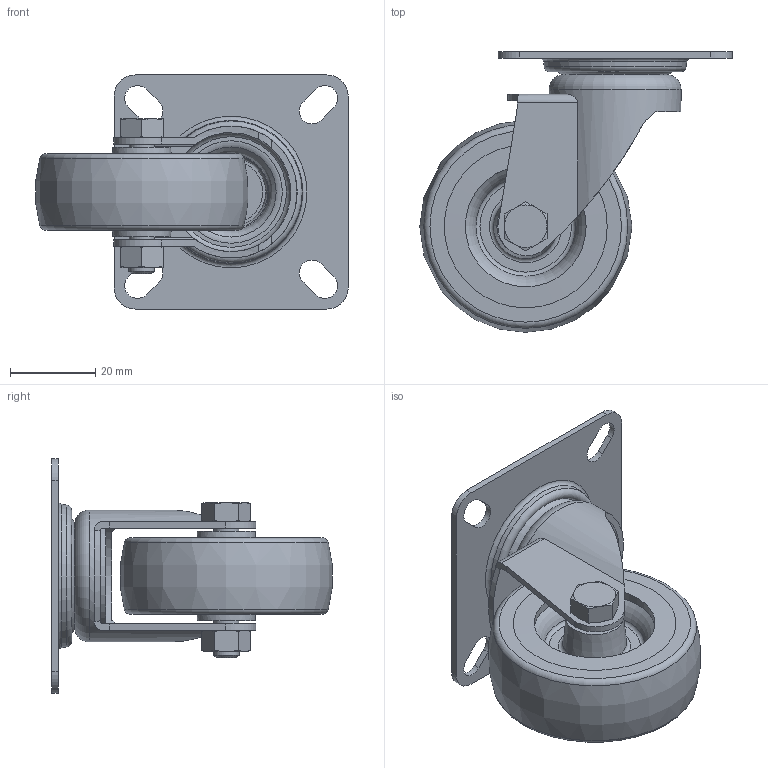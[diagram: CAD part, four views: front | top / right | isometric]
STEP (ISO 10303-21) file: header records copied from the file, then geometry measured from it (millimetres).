
FILE_DESCRIPTION( ( 'STEP AP214' ), ' ' );
FILE_NAME( 'SRP_374101.stp', '2018-04-04T10:58:05', ( '' ), ( '' ), ' ', 'PARTsolutions', ' ' );
FILE_SCHEMA( ( 'AUTOMOTIVE_DESIGN { 1 0 10303 214 1 1 1 1 }' ) );
Length unit declared in the file: millimetre
Products named in the file (6): SRP 374101; _Serie 37 CB-W - 371101; _37 SRP 50-b; _37-50-n; _37-50-s; _37-50-b
Assembly tree (5 placements, depth 2):
  SRP 374101
    _Serie 37 CB-W - 371101
    _37 SRP 50-b
    _37-50-n
    _37-50-s
    _37-50-b
Bounding box: 73.38 x 65.88 x 55 mm (x, y, z)
Volume: 41747.7 mm3; surface area: 24169.3 mm2
Topology: 5 solids, 5 shells, 169 faces, 369 edges, 223 vertices
Faces by surface type: plane 58, cylinder 40, cone 39, torus 31, bspline 1
Full cylindrical faces by diameter (mm): 4.917 x1, 5.9 x1, 6 x3, 7.9 x1, 8 x3, 9.2 x1, 16.2 x1, 19 x1, 26 x1, 28 x1, 28.4 x2, 31 x1
Entity records: 5927 total; most frequent: CARTESIAN_POINT 1007, DIRECTION 742, ORIENTED_EDGE 606, AXIS2_PLACEMENT_3D 325, EDGE_CURVE 303, EDGE_LOOP 264, VERTEX_POINT 224, FACE_OUTER_BOUND 218
